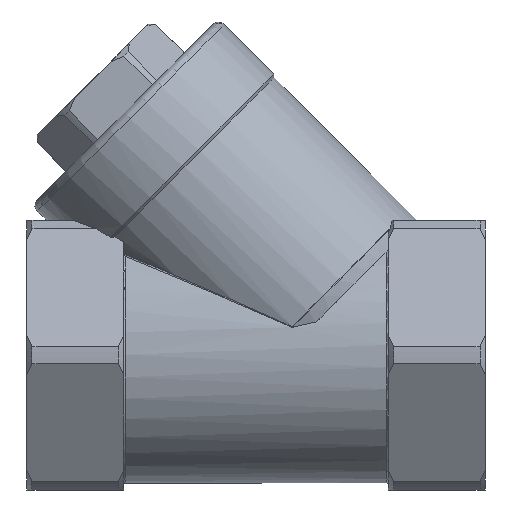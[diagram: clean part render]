
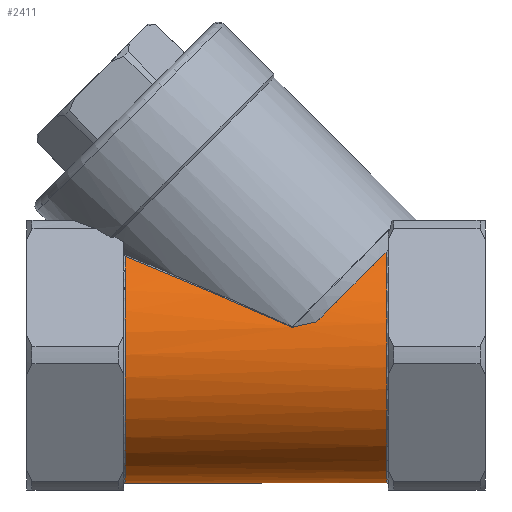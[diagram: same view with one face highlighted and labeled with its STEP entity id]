
A CAD part, left-side view. The second image highlights one B-rep face of the part: STEP entity #2411.
In plain terms, the highlighted cylindrical face has radius 47.5 mm (diameter 95 mm), a partial arc.
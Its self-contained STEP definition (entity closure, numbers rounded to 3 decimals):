
#73=ELLIPSE('',#2578,67.175,47.5);
#74=ELLIPSE('',#2580,67.175,47.5);
#161=CIRCLE('',#2579,47.5);
#162=CIRCLE('',#2581,47.5);
#257=B_SPLINE_CURVE_WITH_KNOTS('',3,(#3673,#3674,#3675,#3676),
 .UNSPECIFIED.,.F.,.F.,(4,4),(0.,0.008),.UNSPECIFIED.);
#258=B_SPLINE_CURVE_WITH_KNOTS('',3,(#3678,#3679,#3680,#3681,#3682),
 .UNSPECIFIED.,.F.,.F.,(4,1,4),(0.,0.001,0.001),
 .UNSPECIFIED.);
#259=B_SPLINE_CURVE_WITH_KNOTS('',3,(#3684,#3685,#3686,#3687,#3688,#3689,
#3690),.UNSPECIFIED.,.F.,.F.,(4,1,1,1,4),(0.,0.017,0.034,
0.052,0.069),.UNSPECIFIED.);
#260=B_SPLINE_CURVE_WITH_KNOTS('',3,(#3694,#3695,#3696,#3697,#3698,#3699,
#3700),.UNSPECIFIED.,.F.,.F.,(4,1,1,1,4),(0.001,0.018,
0.035,0.052,0.07),.UNSPECIFIED.);
#261=B_SPLINE_CURVE_WITH_KNOTS('',3,(#3702,#3703,#3704,#3705,#3706),
 .UNSPECIFIED.,.F.,.F.,(4,1,4),(0.,0.001,
0.001),.UNSPECIFIED.);
#262=B_SPLINE_CURVE_WITH_KNOTS('',3,(#3708,#3709,#3710,#3711),
 .UNSPECIFIED.,.F.,.F.,(4,4),(0.001,0.009),
 .UNSPECIFIED.);
#521=ORIENTED_EDGE('',*,*,#997,.F.);
#522=ORIENTED_EDGE('',*,*,#998,.T.);
#523=ORIENTED_EDGE('',*,*,#999,.F.);
#524=ORIENTED_EDGE('',*,*,#1000,.T.);
#525=ORIENTED_EDGE('',*,*,#1001,.T.);
#526=ORIENTED_EDGE('',*,*,#1002,.T.);
#527=ORIENTED_EDGE('',*,*,#1003,.T.);
#528=ORIENTED_EDGE('',*,*,#1004,.T.);
#529=ORIENTED_EDGE('',*,*,#1005,.T.);
#530=ORIENTED_EDGE('',*,*,#1006,.T.);
#997=EDGE_CURVE('',#1219,#1220,#73,.F.);
#998=EDGE_CURVE('',#1219,#1221,#161,.T.);
#999=EDGE_CURVE('',#1222,#1221,#74,.F.);
#1000=EDGE_CURVE('',#1222,#1223,#257,.T.);
#1001=EDGE_CURVE('',#1223,#1224,#258,.T.);
#1002=EDGE_CURVE('',#1224,#1225,#259,.T.);
#1003=EDGE_CURVE('',#1225,#1226,#162,.T.);
#1004=EDGE_CURVE('',#1226,#1227,#260,.T.);
#1005=EDGE_CURVE('',#1227,#1228,#261,.T.);
#1006=EDGE_CURVE('',#1228,#1220,#262,.T.);
#1219=VERTEX_POINT('',#3667);
#1220=VERTEX_POINT('',#3668);
#1221=VERTEX_POINT('',#3670);
#1222=VERTEX_POINT('',#3672);
#1223=VERTEX_POINT('',#3677);
#1224=VERTEX_POINT('',#3683);
#1225=VERTEX_POINT('',#3691);
#1226=VERTEX_POINT('',#3693);
#1227=VERTEX_POINT('',#3701);
#1228=VERTEX_POINT('',#3707);
#1472=EDGE_LOOP('',(#521,#522,#523,#524,#525,#526,#527,#528,#529,#530));
#1582=FACE_BOUND('',#1472,.T.);
#1659=CYLINDRICAL_SURFACE('',#2577,47.5);
#2411=ADVANCED_FACE('',(#1582),#1659,.T.);
#2577=AXIS2_PLACEMENT_3D('',#3665,#2935,#2936);
#2578=AXIS2_PLACEMENT_3D('',#3666,#2937,#2938);
#2579=AXIS2_PLACEMENT_3D('',#3669,#2939,#2940);
#2580=AXIS2_PLACEMENT_3D('',#3671,#2941,#2942);
#2581=AXIS2_PLACEMENT_3D('',#3692,#2943,#2944);
#2935=DIRECTION('',(0.,-1.,0.));
#2936=DIRECTION('',(0.,0.,-1.));
#2937=DIRECTION('',(0.,-0.707,-0.707));
#2938=DIRECTION('',(0.,-0.707,0.707));
#2939=DIRECTION('',(0.,1.,0.));
#2940=DIRECTION('',(0.,0.,1.));
#2941=DIRECTION('',(0.,-0.707,-0.707));
#2942=DIRECTION('',(0.,-0.707,0.707));
#2943=DIRECTION('',(0.,-1.,0.));
#2944=DIRECTION('',(0.,0.,-1.));
#3665=CARTESIAN_POINT('',(0.,-60.,0.));
#3666=CARTESIAN_POINT('',(0.,0.,0.));
#3667=CARTESIAN_POINT('',(27.821,-38.5,38.5));
#3668=CARTESIAN_POINT('',(45.906,-12.202,12.202));
#3669=CARTESIAN_POINT('',(0.,-38.5,0.));
#3670=CARTESIAN_POINT('',(-27.821,-38.5,38.5));
#3671=CARTESIAN_POINT('',(0.,0.,0.));
#3672=CARTESIAN_POINT('',(-45.906,-12.202,12.202));
#3673=CARTESIAN_POINT('',(-45.906,-12.202,12.202));
#3674=CARTESIAN_POINT('',(-46.108,-9.684,11.443));
#3675=CARTESIAN_POINT('',(-46.23,-7.115,10.918));
#3676=CARTESIAN_POINT('',(-46.308,-4.507,10.576));
#3677=CARTESIAN_POINT('',(-46.308,-4.507,10.576));
#3678=CARTESIAN_POINT('',(-46.308,-4.507,10.576));
#3679=CARTESIAN_POINT('',(-46.329,-4.315,10.481));
#3680=CARTESIAN_POINT('',(-46.365,-3.924,10.323));
#3681=CARTESIAN_POINT('',(-46.377,-3.471,10.27));
#3682=CARTESIAN_POINT('',(-46.356,-3.273,10.36));
#3683=CARTESIAN_POINT('',(-46.356,-3.273,10.36));
#3684=CARTESIAN_POINT('',(-46.356,-3.273,10.36));
#3685=CARTESIAN_POINT('',(-45.822,1.993,12.752));
#3686=CARTESIAN_POINT('',(-44.426,12.535,17.309));
#3687=CARTESIAN_POINT('',(-41.272,28.172,23.909));
#3688=CARTESIAN_POINT('',(-36.858,43.559,30.325));
#3689=CARTESIAN_POINT('',(-32.823,53.582,34.483));
#3690=CARTESIAN_POINT('',(-30.374,58.5,36.519));
#3691=CARTESIAN_POINT('',(-30.374,58.5,36.519));
#3692=CARTESIAN_POINT('',(0.,58.5,0.));
#3693=CARTESIAN_POINT('',(30.374,58.5,36.519));
#3694=CARTESIAN_POINT('',(30.374,58.5,36.519));
#3695=CARTESIAN_POINT('',(32.814,53.6,34.49));
#3696=CARTESIAN_POINT('',(36.844,43.598,30.342));
#3697=CARTESIAN_POINT('',(41.262,28.215,23.927));
#3698=CARTESIAN_POINT('',(44.423,12.561,17.321));
#3699=CARTESIAN_POINT('',(45.823,1.983,12.748));
#3700=CARTESIAN_POINT('',(46.356,-3.273,10.36));
#3701=CARTESIAN_POINT('',(46.356,-3.273,10.36));
#3702=CARTESIAN_POINT('',(46.356,-3.273,10.36));
#3703=CARTESIAN_POINT('',(46.377,-3.471,10.27));
#3704=CARTESIAN_POINT('',(46.365,-3.922,10.323));
#3705=CARTESIAN_POINT('',(46.329,-4.315,10.481));
#3706=CARTESIAN_POINT('',(46.308,-4.507,10.576));
#3707=CARTESIAN_POINT('',(46.308,-4.507,10.576));
#3708=CARTESIAN_POINT('',(46.308,-4.507,10.576));
#3709=CARTESIAN_POINT('',(46.23,-7.115,10.918));
#3710=CARTESIAN_POINT('',(46.108,-9.684,11.443));
#3711=CARTESIAN_POINT('',(45.906,-12.202,12.202));
